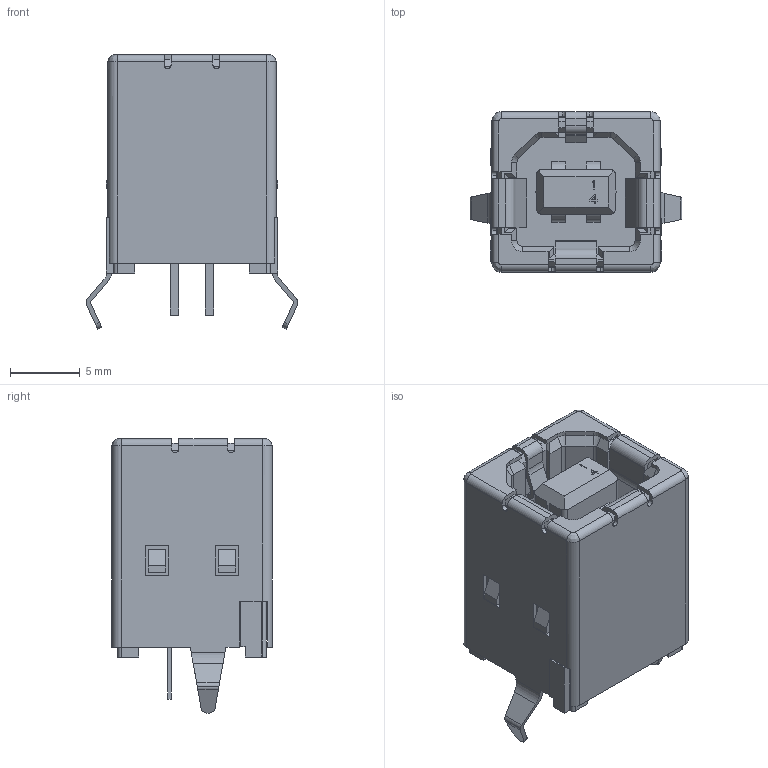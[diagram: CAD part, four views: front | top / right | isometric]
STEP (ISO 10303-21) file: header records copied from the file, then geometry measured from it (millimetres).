
FILE_DESCRIPTION(('STEP AP242'),'1');
FILE_NAME('5787834-1.stp','2022-08-04T08:55:31',('TraceParts'),('TraceParts S.A.'),'Spatial InterOp 3D',' ',' ');
FILE_SCHEMA(('AP242_MANAGED_MODEL_BASED_3D_ENGINEERING_MIM_LF {1 0 10303 442 1 1 4}'));
Length unit declared in the file: millimetre
Products named in the file (1): 5787834-1
Bounding box: 15.15 x 11.46 x 19.64 mm (x, y, z)
Volume: 1487.3 mm3; surface area: 2887 mm2
Topology: 1 solids, 1 shells, 428 faces, 1216 edges, 784 vertices
Faces by surface type: plane 303, cylinder 115, cone 6, bspline 4
Entity records: 13927 total; most frequent: CARTESIAN_POINT 2693, ORIENTED_EDGE 2432, DIRECTION 2218, EDGE_CURVE 1216, LINE 968, VECTOR 968, VERTEX_POINT 784, AXIS2_PLACEMENT_3D 625
